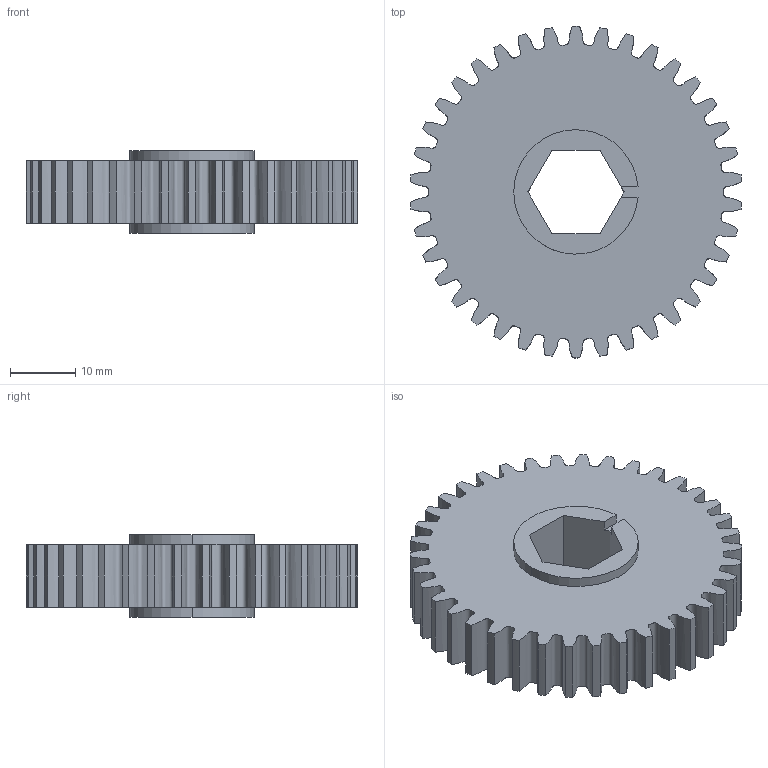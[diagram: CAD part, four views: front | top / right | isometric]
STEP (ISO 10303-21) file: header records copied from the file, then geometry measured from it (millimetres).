
FILE_DESCRIPTION (( 'STEP AP214' ), '1' );
FILE_NAME ('WCP-0710 Rev1.step', '2022-11-24T01:48:33', ( '' ), ( '' ), 'SwSTEP 2.0', 'SolidWorks 2020', '' );
FILE_SCHEMA (( 'AUTOMOTIVE_DESIGN' ));
Length unit declared in the file: inch
Products named in the file (1): WCP-0710 Rev1
Bounding box: 50.71 x 50.8 x 12.65 mm (x, y, z)
Volume: 16955.9 mm3; surface area: 7019.7 mm2
Topology: 1 solids, 1 shells, 92 faces, 267 edges, 178 vertices
Faces by surface type: cylinder 42, bspline 38, plane 12
Entity records: 14727 total; most frequent: CARTESIAN_POINT 12432, ORIENTED_EDGE 534, DIRECTION 385, EDGE_CURVE 267, VERTEX_POINT 178, AXIS2_PLACEMENT_3D 139, VECTOR 107, LINE 107
